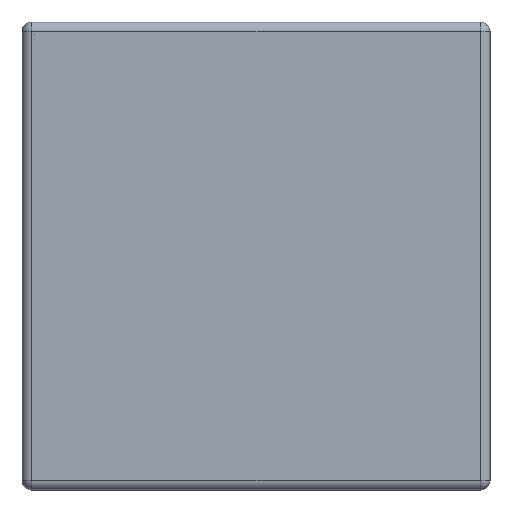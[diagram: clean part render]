
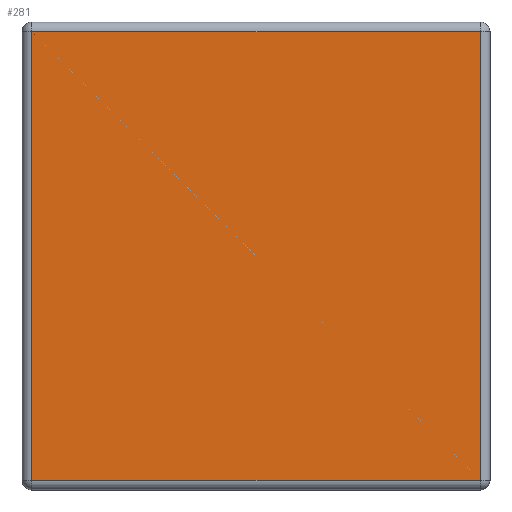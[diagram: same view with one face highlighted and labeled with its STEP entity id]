
A CAD part, left-side view. The second image highlights one B-rep face of the part: STEP entity #281.
In plain terms, the highlighted planar face has unit normal (-1, 0, 0).
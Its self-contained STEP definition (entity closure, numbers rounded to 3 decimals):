
#281 = ADVANCED_FACE ( 'NONE', ( #1727 ), #439, .T. ) ;
#334 = ORIENTED_EDGE ( 'NONE', *, *, #3031, .T. ) ;
#439 = PLANE ( 'NONE',  #1573 ) ;
#480 = LINE ( 'NONE', #3025, #4189 ) ;
#563 = CARTESIAN_POINT ( 'NONE',  ( 0., 0.058, -0.058 ) ) ;
#788 = CARTESIAN_POINT ( 'NONE',  ( 0., 0., 0. ) ) ;
#870 = DIRECTION ( 'NONE',  ( 0., -1., 0. ) ) ;
#886 = DIRECTION ( 'NONE',  ( 0., 0., 1. ) ) ;
#1027 = LINE ( 'NONE', #1183, #4292 ) ;
#1034 = ORIENTED_EDGE ( 'NONE', *, *, #2339, .T. ) ;
#1106 = CARTESIAN_POINT ( 'NONE',  ( 0., 2.8, -0.058 ) ) ;
#1183 = CARTESIAN_POINT ( 'NONE',  ( 0., 2.742, -2.8 ) ) ;
#1384 = EDGE_LOOP ( 'NONE', ( #1034, #4055, #2937, #334 ) ) ;
#1392 = VERTEX_POINT ( 'NONE', #3695 ) ;
#1573 = AXIS2_PLACEMENT_3D ( 'NONE', #788, #2246, #4001 ) ;
#1727 = FACE_OUTER_BOUND ( 'NONE', #1384, .T. ) ;
#1850 = LINE ( 'NONE', #4433, #4132 ) ;
#1883 = VERTEX_POINT ( 'NONE', #563 ) ;
#1915 = VERTEX_POINT ( 'NONE', #3128 ) ;
#2073 = EDGE_CURVE ( 'NONE', #1915, #1883, #1850, .T. ) ;
#2159 = VECTOR ( 'NONE', #2923, 1000. ) ;
#2246 = DIRECTION ( 'NONE',  ( -1., 0., 0. ) ) ;
#2339 = EDGE_CURVE ( 'NONE', #3240, #1915, #480, .T. ) ;
#2923 = DIRECTION ( 'NONE',  ( 0., 1., 0. ) ) ;
#2937 = ORIENTED_EDGE ( 'NONE', *, *, #3473, .T. ) ;
#3025 = CARTESIAN_POINT ( 'NONE',  ( 0., 0., -2.742 ) ) ;
#3031 = EDGE_CURVE ( 'NONE', #1392, #3240, #1027, .T. ) ;
#3128 = CARTESIAN_POINT ( 'NONE',  ( 0., 0.058, -2.742 ) ) ;
#3240 = VERTEX_POINT ( 'NONE', #3388 ) ;
#3328 = LINE ( 'NONE', #1106, #2159 ) ;
#3388 = CARTESIAN_POINT ( 'NONE',  ( 0., 2.742, -2.742 ) ) ;
#3473 = EDGE_CURVE ( 'NONE', #1883, #1392, #3328, .T. ) ;
#3695 = CARTESIAN_POINT ( 'NONE',  ( 0., 2.742, -0.058 ) ) ;
#4001 = DIRECTION ( 'NONE',  ( 0., 0., 1. ) ) ;
#4038 = DIRECTION ( 'NONE',  ( 0., 0., -1. ) ) ;
#4055 = ORIENTED_EDGE ( 'NONE', *, *, #2073, .T. ) ;
#4132 = VECTOR ( 'NONE', #886, 1000. ) ;
#4189 = VECTOR ( 'NONE', #870, 1000. ) ;
#4292 = VECTOR ( 'NONE', #4038, 1000. ) ;
#4433 = CARTESIAN_POINT ( 'NONE',  ( 0., 0.058, 0. ) ) ;
